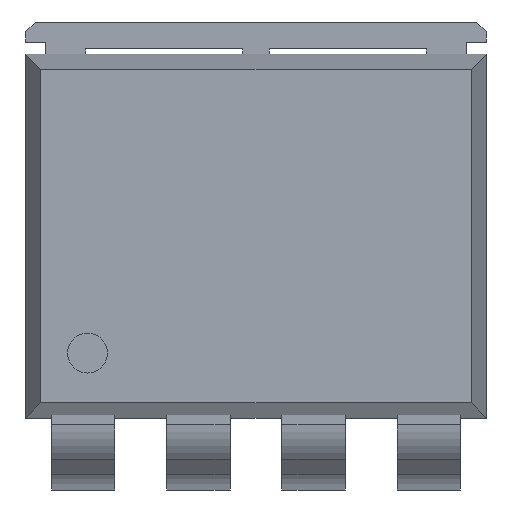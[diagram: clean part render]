
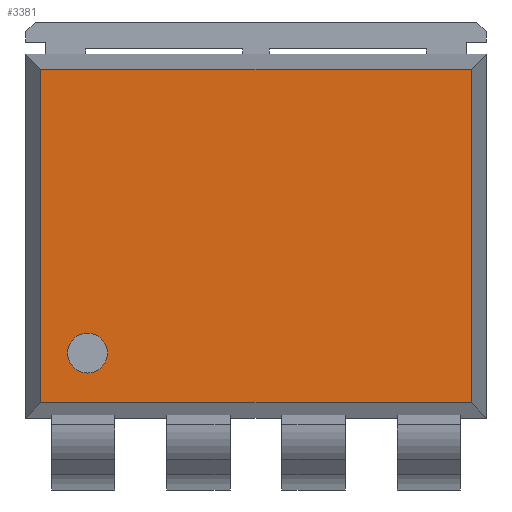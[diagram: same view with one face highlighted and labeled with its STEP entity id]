
A CAD part, top view. The second image highlights one B-rep face of the part: STEP entity #3381.
In plain terms, the highlighted planar face has unit normal (0, 0, 1).
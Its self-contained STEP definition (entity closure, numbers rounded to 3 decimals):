
#53 = DIRECTION ( 'NONE',  ( 0., -1., 0. ) ) ;
#137 = VERTEX_POINT ( 'NONE', #2835 ) ;
#227 = VERTEX_POINT ( 'NONE', #906 ) ;
#375 = ORIENTED_EDGE ( 'NONE', *, *, #2991, .T. ) ;
#617 = CARTESIAN_POINT ( 'NONE',  ( -2.924, -2.032, 1.9 ) ) ;
#627 = VERTEX_POINT ( 'NONE', #3400 ) ;
#675 = AXIS2_PLACEMENT_3D ( 'NONE', #3339, #2650, #699 ) ;
#698 = VERTEX_POINT ( 'NONE', #1525 ) ;
#699 = DIRECTION ( 'NONE',  ( 1., 0., 0. ) ) ;
#716 = LINE ( 'NONE', #3428, #3596 ) ;
#723 = VERTEX_POINT ( 'NONE', #1222 ) ;
#906 = CARTESIAN_POINT ( 'NONE',  ( -2.577, -2.032, 1.9 ) ) ;
#965 = FACE_OUTER_BOUND ( 'NONE', #2216, .T. ) ;
#1026 = EDGE_CURVE ( 'NONE', #627, #723, #3948, .T. ) ;
#1039 = VERTEX_POINT ( 'NONE', #2926 ) ;
#1098 = ORIENTED_EDGE ( 'NONE', *, *, #1153, .T. ) ;
#1153 = EDGE_CURVE ( 'NONE', #723, #137, #716, .T. ) ;
#1184 = DIRECTION ( 'NONE',  ( 0., 1., 0. ) ) ;
#1222 = CARTESIAN_POINT ( 'NONE',  ( 3.736, 2.896, 1.9 ) ) ;
#1289 = CIRCLE ( 'NONE', #2846, 0.347 ) ;
#1472 = EDGE_LOOP ( 'NONE', ( #2742, #1752 ) ) ;
#1525 = CARTESIAN_POINT ( 'NONE',  ( -3.736, -2.896, 1.9 ) ) ;
#1560 = DIRECTION ( 'NONE',  ( 0., 0., -1. ) ) ;
#1654 = LINE ( 'NONE', #1659, #2710 ) ;
#1659 = CARTESIAN_POINT ( 'NONE',  ( 0., -2.896, 1.9 ) ) ;
#1660 = LINE ( 'NONE', #3337, #1873 ) ;
#1662 = ORIENTED_EDGE ( 'NONE', *, *, #4192, .T. ) ;
#1693 = FACE_BOUND ( 'NONE', #1472, .T. ) ;
#1752 = ORIENTED_EDGE ( 'NONE', *, *, #3307, .F. ) ;
#1769 = EDGE_CURVE ( 'NONE', #227, #1039, #3785, .T. ) ;
#1820 = DIRECTION ( 'NONE',  ( -1., 0., 0. ) ) ;
#1873 = VECTOR ( 'NONE', #53, 1000. ) ;
#1923 = DIRECTION ( 'NONE',  ( 0., 0., 1. ) ) ;
#2215 = DIRECTION ( 'NONE',  ( -1., 0., 0. ) ) ;
#2216 = EDGE_LOOP ( 'NONE', ( #1662, #3586, #1098, #375 ) ) ;
#2434 = CARTESIAN_POINT ( 'NONE',  ( 3.736, 0., 1.9 ) ) ;
#2559 = PLANE ( 'NONE',  #3719 ) ;
#2650 = DIRECTION ( 'NONE',  ( 0., 0., 1. ) ) ;
#2710 = VECTOR ( 'NONE', #2907, 1000. ) ;
#2742 = ORIENTED_EDGE ( 'NONE', *, *, #1769, .F. ) ;
#2835 = CARTESIAN_POINT ( 'NONE',  ( -3.736, 2.896, 1.9 ) ) ;
#2846 = AXIS2_PLACEMENT_3D ( 'NONE', #617, #1923, #3515 ) ;
#2890 = CARTESIAN_POINT ( 'NONE',  ( 0., 0., 1.9 ) ) ;
#2907 = DIRECTION ( 'NONE',  ( 1., 0., 0. ) ) ;
#2926 = CARTESIAN_POINT ( 'NONE',  ( -3.271, -2.032, 1.9 ) ) ;
#2991 = EDGE_CURVE ( 'NONE', #137, #698, #1660, .T. ) ;
#3074 = VECTOR ( 'NONE', #1184, 1000. ) ;
#3307 = EDGE_CURVE ( 'NONE', #1039, #227, #1289, .T. ) ;
#3337 = CARTESIAN_POINT ( 'NONE',  ( -3.736, 0., 1.9 ) ) ;
#3339 = CARTESIAN_POINT ( 'NONE',  ( -2.924, -2.032, 1.9 ) ) ;
#3381 = ADVANCED_FACE ( 'NONE', ( #1693, #965 ), #2559, .F. ) ;
#3400 = CARTESIAN_POINT ( 'NONE',  ( 3.736, -2.896, 1.9 ) ) ;
#3428 = CARTESIAN_POINT ( 'NONE',  ( 0., 2.896, 1.9 ) ) ;
#3515 = DIRECTION ( 'NONE',  ( 1., 0., 0. ) ) ;
#3586 = ORIENTED_EDGE ( 'NONE', *, *, #1026, .T. ) ;
#3596 = VECTOR ( 'NONE', #1820, 1000. ) ;
#3719 = AXIS2_PLACEMENT_3D ( 'NONE', #2890, #1560, #2215 ) ;
#3785 = CIRCLE ( 'NONE', #675, 0.347 ) ;
#3948 = LINE ( 'NONE', #2434, #3074 ) ;
#4192 = EDGE_CURVE ( 'NONE', #698, #627, #1654, .T. ) ;
